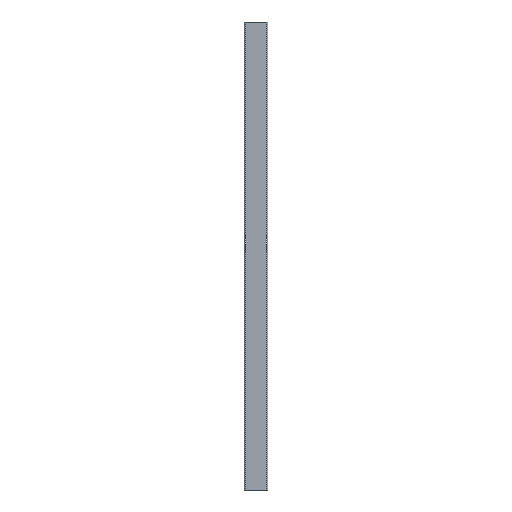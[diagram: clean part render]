
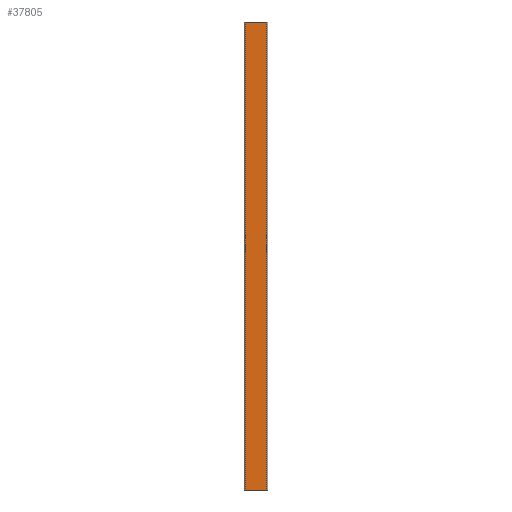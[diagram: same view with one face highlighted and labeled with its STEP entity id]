
A CAD part, front view. The second image highlights one B-rep face of the part: STEP entity #37805.
In plain terms, the highlighted planar face has unit normal (0, -1, 0).
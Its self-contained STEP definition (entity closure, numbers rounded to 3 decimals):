
#34310 = PLANE('',#34311);
#34311 = AXIS2_PLACEMENT_3D('',#34312,#34313,#34314);
#34312 = CARTESIAN_POINT('',(-0.315,-0.885,80.));
#34313 = DIRECTION('',(0.,0.,-1.));
#34314 = DIRECTION('',(-1.,0.,0.));
#34364 = PLANE('',#34365);
#34365 = AXIS2_PLACEMENT_3D('',#34366,#34367,#34368);
#34366 = CARTESIAN_POINT('',(-0.315,-0.885,0.));
#34367 = DIRECTION('',(0.,0.,-1.));
#34368 = DIRECTION('',(-1.,0.,0.));
#34679 = VERTEX_POINT('',#34680);
#34680 = CARTESIAN_POINT('',(1.8,-4.25,0.));
#34694 = PLANE('',#34695);
#34695 = AXIS2_PLACEMENT_3D('',#34696,#34697,#34698);
#34696 = CARTESIAN_POINT('',(1.8,-4.25,0.));
#34697 = DIRECTION('',(-0.707,0.707,0.));
#34698 = DIRECTION('',(0.707,0.707,0.));
#34706 = EDGE_CURVE('',#34707,#34679,#34709,.T.);
#34707 = VERTEX_POINT('',#34708);
#34708 = CARTESIAN_POINT('',(-1.8,-4.25,0.));
#34709 = SURFACE_CURVE('',#34710,(#34714,#34721),.PCURVE_S1.);
#34710 = LINE('',#34711,#34712);
#34711 = CARTESIAN_POINT('',(-1.8,-4.25,0.));
#34712 = VECTOR('',#34713,1.);
#34713 = DIRECTION('',(1.,0.,0.));
#34714 = PCURVE('',#34364,#34715);
#34715 = DEFINITIONAL_REPRESENTATION('',(#34716),#34720);
#34716 = LINE('',#34717,#34718);
#34717 = CARTESIAN_POINT('',(1.485,-3.365));
#34718 = VECTOR('',#34719,1.);
#34719 = DIRECTION('',(-1.,0.));
#34720 = ( GEOMETRIC_REPRESENTATION_CONTEXT(2) 
PARAMETRIC_REPRESENTATION_CONTEXT() REPRESENTATION_CONTEXT('2D SPACE',''
  ) );
#34721 = PCURVE('',#34722,#34727);
#34722 = PLANE('',#34723);
#34723 = AXIS2_PLACEMENT_3D('',#34724,#34725,#34726);
#34724 = CARTESIAN_POINT('',(-1.8,-4.25,0.));
#34725 = DIRECTION('',(0.,1.,0.));
#34726 = DIRECTION('',(1.,0.,0.));
#34727 = DEFINITIONAL_REPRESENTATION('',(#34728),#34732);
#34728 = LINE('',#34729,#34730);
#34729 = CARTESIAN_POINT('',(0.,0.));
#34730 = VECTOR('',#34731,1.);
#34731 = DIRECTION('',(1.,0.));
#34732 = ( GEOMETRIC_REPRESENTATION_CONTEXT(2) 
PARAMETRIC_REPRESENTATION_CONTEXT() REPRESENTATION_CONTEXT('2D SPACE',''
  ) );
#34750 = PLANE('',#34751);
#34751 = AXIS2_PLACEMENT_3D('',#34752,#34753,#34754);
#34752 = CARTESIAN_POINT('',(-2.,-4.05,0.));
#34753 = DIRECTION('',(0.707,0.707,0.));
#34754 = DIRECTION('',(0.707,-0.707,0.));
#34996 = VERTEX_POINT('',#34997);
#34997 = CARTESIAN_POINT('',(1.8,-4.25,80.));
#35018 = EDGE_CURVE('',#35019,#34996,#35021,.T.);
#35019 = VERTEX_POINT('',#35020);
#35020 = CARTESIAN_POINT('',(-1.8,-4.25,80.));
#35021 = SURFACE_CURVE('',#35022,(#35026,#35033),.PCURVE_S1.);
#35022 = LINE('',#35023,#35024);
#35023 = CARTESIAN_POINT('',(-1.8,-4.25,80.));
#35024 = VECTOR('',#35025,1.);
#35025 = DIRECTION('',(1.,0.,0.));
#35026 = PCURVE('',#34310,#35027);
#35027 = DEFINITIONAL_REPRESENTATION('',(#35028),#35032);
#35028 = LINE('',#35029,#35030);
#35029 = CARTESIAN_POINT('',(1.485,-3.365));
#35030 = VECTOR('',#35031,1.);
#35031 = DIRECTION('',(-1.,0.));
#35032 = ( GEOMETRIC_REPRESENTATION_CONTEXT(2) 
PARAMETRIC_REPRESENTATION_CONTEXT() REPRESENTATION_CONTEXT('2D SPACE',''
  ) );
#35033 = PCURVE('',#34722,#35034);
#35034 = DEFINITIONAL_REPRESENTATION('',(#35035),#35039);
#35035 = LINE('',#35036,#35037);
#35036 = CARTESIAN_POINT('',(0.,-80.));
#35037 = VECTOR('',#35038,1.);
#35038 = DIRECTION('',(1.,0.));
#35039 = ( GEOMETRIC_REPRESENTATION_CONTEXT(2) 
PARAMETRIC_REPRESENTATION_CONTEXT() REPRESENTATION_CONTEXT('2D SPACE',''
  ) );
#37477 = EDGE_CURVE('',#34707,#35019,#37478,.T.);
#37478 = SURFACE_CURVE('',#37479,(#37483,#37490),.PCURVE_S1.);
#37479 = LINE('',#37480,#37481);
#37480 = CARTESIAN_POINT('',(-1.8,-4.25,0.));
#37481 = VECTOR('',#37482,1.);
#37482 = DIRECTION('',(0.,0.,1.));
#37483 = PCURVE('',#34750,#37484);
#37484 = DEFINITIONAL_REPRESENTATION('',(#37485),#37489);
#37485 = LINE('',#37486,#37487);
#37486 = CARTESIAN_POINT('',(0.283,0.));
#37487 = VECTOR('',#37488,1.);
#37488 = DIRECTION('',(0.,-1.));
#37489 = ( GEOMETRIC_REPRESENTATION_CONTEXT(2) 
PARAMETRIC_REPRESENTATION_CONTEXT() REPRESENTATION_CONTEXT('2D SPACE',''
  ) );
#37490 = PCURVE('',#34722,#37491);
#37491 = DEFINITIONAL_REPRESENTATION('',(#37492),#37496);
#37492 = LINE('',#37493,#37494);
#37493 = CARTESIAN_POINT('',(0.,0.));
#37494 = VECTOR('',#37495,1.);
#37495 = DIRECTION('',(0.,-1.));
#37496 = ( GEOMETRIC_REPRESENTATION_CONTEXT(2) 
PARAMETRIC_REPRESENTATION_CONTEXT() REPRESENTATION_CONTEXT('2D SPACE',''
  ) );
#37805 = ADVANCED_FACE('',(#37806),#34722,.F.);
#37806 = FACE_BOUND('',#37807,.F.);
#37807 = EDGE_LOOP('',(#37808,#37809,#37810,#37831));
#37808 = ORIENTED_EDGE('',*,*,#37477,.T.);
#37809 = ORIENTED_EDGE('',*,*,#35018,.T.);
#37810 = ORIENTED_EDGE('',*,*,#37811,.F.);
#37811 = EDGE_CURVE('',#34679,#34996,#37812,.T.);
#37812 = SURFACE_CURVE('',#37813,(#37817,#37824),.PCURVE_S1.);
#37813 = LINE('',#37814,#37815);
#37814 = CARTESIAN_POINT('',(1.8,-4.25,0.));
#37815 = VECTOR('',#37816,1.);
#37816 = DIRECTION('',(0.,0.,1.));
#37817 = PCURVE('',#34722,#37818);
#37818 = DEFINITIONAL_REPRESENTATION('',(#37819),#37823);
#37819 = LINE('',#37820,#37821);
#37820 = CARTESIAN_POINT('',(3.6,0.));
#37821 = VECTOR('',#37822,1.);
#37822 = DIRECTION('',(0.,-1.));
#37823 = ( GEOMETRIC_REPRESENTATION_CONTEXT(2) 
PARAMETRIC_REPRESENTATION_CONTEXT() REPRESENTATION_CONTEXT('2D SPACE',''
  ) );
#37824 = PCURVE('',#34694,#37825);
#37825 = DEFINITIONAL_REPRESENTATION('',(#37826),#37830);
#37826 = LINE('',#37827,#37828);
#37827 = CARTESIAN_POINT('',(0.,0.));
#37828 = VECTOR('',#37829,1.);
#37829 = DIRECTION('',(0.,-1.));
#37830 = ( GEOMETRIC_REPRESENTATION_CONTEXT(2) 
PARAMETRIC_REPRESENTATION_CONTEXT() REPRESENTATION_CONTEXT('2D SPACE',''
  ) );
#37831 = ORIENTED_EDGE('',*,*,#34706,.F.);
